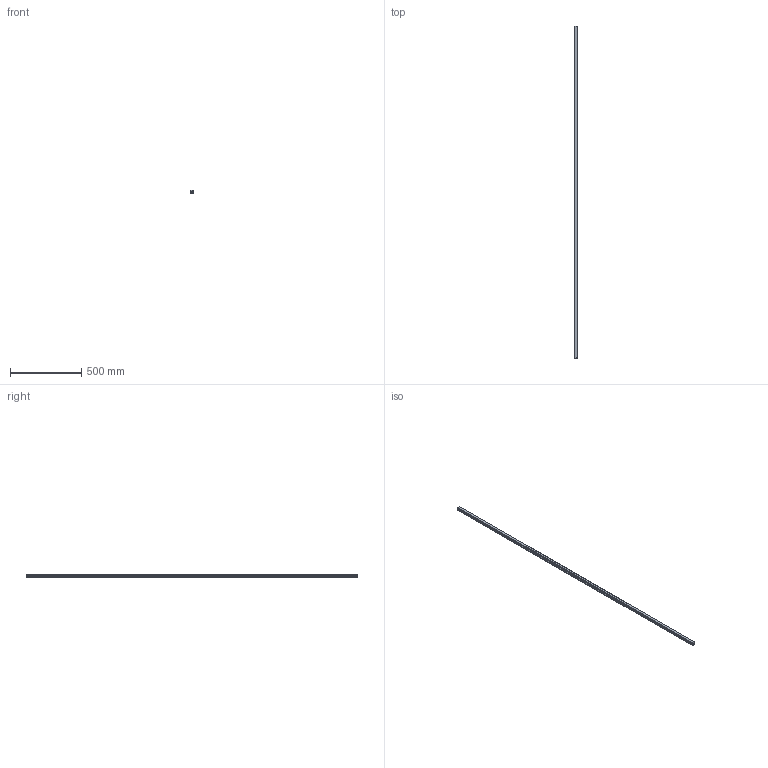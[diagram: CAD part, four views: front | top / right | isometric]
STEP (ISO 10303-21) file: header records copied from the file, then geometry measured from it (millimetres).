
FILE_DESCRIPTION(('STEP AP214'),'1');
FILE_NAME('cctmp_B8891C1A-760A-4328-BC6D-0778AF9A8F58_2021_01_25_13_08_15_0582..stp','2021-01-25T12:08:15',('HIWIN GmbH'),('CADClick - www.CADClick.com'),'Spatial InterOp 3D',' ','unknown authorization');
FILE_SCHEMA(('AUTOMOTIVE_DESIGN'));
Length unit declared in the file: millimetre
Products named in the file (1): HGR25T2330C_FILE
Bounding box: 23 x 2330 x 22 mm (x, y, z)
Volume: 1007347.3 mm3; surface area: 221406.8 mm2
Topology: 1 solids, 1 shells, 384 faces, 1173 edges, 717 vertices
Faces by surface type: plane 206, cylinder 100, cone 78
Entity records: 15795 total; most frequent: DIRECTION 2377, CARTESIAN_POINT 2197, ORIENTED_EDGE 2190, EDGE_CURVE 1095, AXIS2_PLACEMENT_3D 897, VERTEX_POINT 717, LINE 583, VECTOR 583
